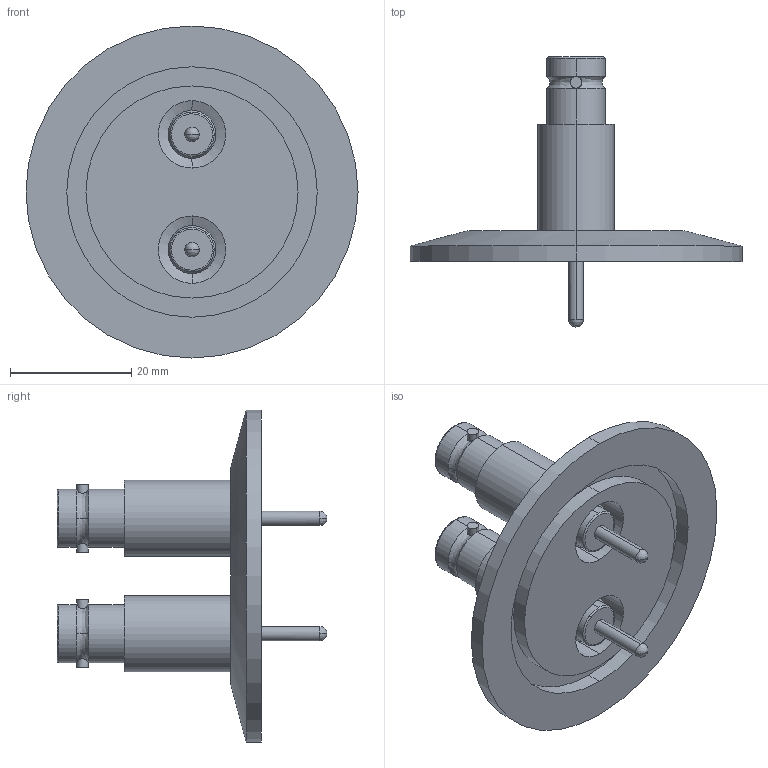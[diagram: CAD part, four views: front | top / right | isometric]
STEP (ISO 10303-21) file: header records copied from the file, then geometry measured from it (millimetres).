
FILE_DESCRIPTION (( 'STEP AP203' ), '1' );
FILE_NAME ('A0476-3-QF.STEP', '2013-08-28T12:52:39', ( '' ), ( '' ), 'SwSTEP 2.0', 'SolidWorks 2012', '' );
FILE_SCHEMA (( 'CONFIG_CONTROL_DESIGN' ));
Length unit declared in the file: inch
Products named in the file (1): A0476-3-QF
Bounding box: 54.86 x 44.6 x 54.86 mm (x, y, z)
Volume: 12095.8 mm3; surface area: 12664.5 mm2
Topology: 1 solids, 1 shells, 216 faces, 492 edges, 306 vertices
Faces by surface type: cylinder 106, plane 48, bspline 32, cone 30
Entity records: 6907 total; most frequent: CARTESIAN_POINT 1919, DIRECTION 1126, ORIENTED_EDGE 968, EDGE_CURVE 484, AXIS2_PLACEMENT_3D 481, VERTEX_POINT 306, CIRCLE 296, EDGE_LOOP 252
